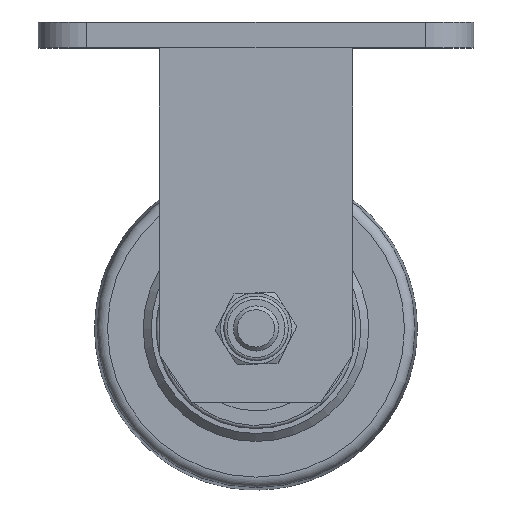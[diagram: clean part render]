
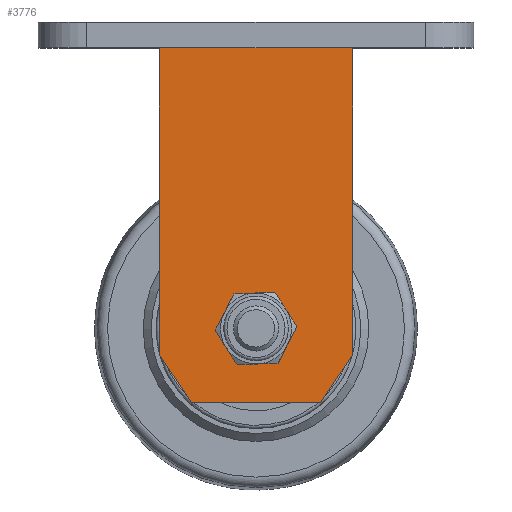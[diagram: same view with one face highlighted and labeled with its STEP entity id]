
A CAD part, top view. The second image highlights one B-rep face of the part: STEP entity #3776.
In plain terms, the highlighted planar face has unit normal (0, 0, 1).
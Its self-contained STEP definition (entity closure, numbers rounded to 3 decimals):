
#10 = VECTOR ( 'NONE', #2378, 1000. ) ;
#122 = VECTOR ( 'NONE', #2160, 1000. ) ;
#124 = CARTESIAN_POINT ( 'NONE',  ( 1643.425, 235.094, -860.861 ) ) ;
#126 = VECTOR ( 'NONE', #2196, 1000. ) ;
#156 = CARTESIAN_POINT ( 'NONE',  ( 1693.425, 125.094, -860.861 ) ) ;
#249 = VECTOR ( 'NONE', #2342, 1000. ) ;
#259 = EDGE_CURVE ( 'NONE', #602, #268, #3032, .T. ) ;
#268 = VERTEX_POINT ( 'NONE', #1322 ) ;
#292 = LINE ( 'NONE', #1183, #249 ) ;
#322 = VERTEX_POINT ( 'NONE', #1080 ) ;
#463 = CARTESIAN_POINT ( 'NONE',  ( 1643.425, 125.094, -860.861 ) ) ;
#602 = VERTEX_POINT ( 'NONE', #2060 ) ;
#613 = LINE ( 'NONE', #3372, #1096 ) ;
#753 = ORIENTED_EDGE ( 'NONE', *, *, #1273, .T. ) ;
#879 = EDGE_CURVE ( 'NONE', #322, #268, #1622, .T. ) ;
#903 = CARTESIAN_POINT ( 'NONE',  ( 1653.425, 125.094, -860.861 ) ) ;
#1080 = CARTESIAN_POINT ( 'NONE',  ( 1643.425, 140.094, -860.861 ) ) ;
#1096 = VECTOR ( 'NONE', #3341, 1000. ) ;
#1105 = FACE_OUTER_BOUND ( 'NONE', #3685, .T. ) ;
#1183 = CARTESIAN_POINT ( 'NONE',  ( 1643.425, 125.094, -860.861 ) ) ;
#1273 = EDGE_CURVE ( 'NONE', #322, #2737, #2533, .T. ) ;
#1297 = EDGE_CURVE ( 'NONE', #2294, #2737, #292, .T. ) ;
#1322 = CARTESIAN_POINT ( 'NONE',  ( 1643.425, 235.094, -860.861 ) ) ;
#1350 = ORIENTED_EDGE ( 'NONE', *, *, #1628, .T. ) ;
#1532 = EDGE_CURVE ( 'NONE', #2294, #2231, #2721, .T. ) ;
#1622 = LINE ( 'NONE', #2483, #122 ) ;
#1628 = EDGE_CURVE ( 'NONE', #2231, #602, #613, .T. ) ;
#1688 = ORIENTED_EDGE ( 'NONE', *, *, #879, .F. ) ;
#1861 = CARTESIAN_POINT ( 'NONE',  ( 1673.425, 148.094, -860.861 ) ) ;
#1888 = AXIS2_PLACEMENT_3D ( 'NONE', #1861, #3085, #3386 ) ;
#1922 = VECTOR ( 'NONE', #2253, 1000. ) ;
#1937 = AXIS2_PLACEMENT_3D ( 'NONE', #463, #3485, #3496 ) ;
#2005 = EDGE_LOOP ( 'NONE', ( #2898 ) ) ;
#2038 = CARTESIAN_POINT ( 'NONE',  ( 1653.425, 125.094, -860.861 ) ) ;
#2060 = CARTESIAN_POINT ( 'NONE',  ( 1703.425, 235.094, -860.861 ) ) ;
#2077 = FACE_BOUND ( 'NONE', #2005, .T. ) ;
#2110 = CARTESIAN_POINT ( 'NONE',  ( 1703.425, 140.094, -860.861 ) ) ;
#2160 = DIRECTION ( 'NONE',  ( 0., 1., 0. ) ) ;
#2165 = VERTEX_POINT ( 'NONE', #3520 ) ;
#2196 = DIRECTION ( 'NONE',  ( -1., 0., 0. ) ) ;
#2231 = VERTEX_POINT ( 'NONE', #2110 ) ;
#2252 = CIRCLE ( 'NONE', #1888, 7.15 ) ;
#2253 = DIRECTION ( 'NONE',  ( 0.555, 0.832, 0. ) ) ;
#2278 = ORIENTED_EDGE ( 'NONE', *, *, #1297, .F. ) ;
#2294 = VERTEX_POINT ( 'NONE', #2482 ) ;
#2342 = DIRECTION ( 'NONE',  ( -1., 0., 0. ) ) ;
#2378 = DIRECTION ( 'NONE',  ( 0.555, -0.832, 0. ) ) ;
#2482 = CARTESIAN_POINT ( 'NONE',  ( 1693.425, 125.094, -860.861 ) ) ;
#2483 = CARTESIAN_POINT ( 'NONE',  ( 1643.425, 125.094, -860.861 ) ) ;
#2533 = LINE ( 'NONE', #2038, #10 ) ;
#2613 = ORIENTED_EDGE ( 'NONE', *, *, #259, .T. ) ;
#2721 = LINE ( 'NONE', #156, #1922 ) ;
#2737 = VERTEX_POINT ( 'NONE', #903 ) ;
#2898 = ORIENTED_EDGE ( 'NONE', *, *, #3349, .F. ) ;
#3032 = LINE ( 'NONE', #124, #126 ) ;
#3085 = DIRECTION ( 'NONE',  ( 0., 0., 1. ) ) ;
#3341 = DIRECTION ( 'NONE',  ( 0., 1., 0. ) ) ;
#3349 = EDGE_CURVE ( 'NONE', #2165, #2165, #2252, .T. ) ;
#3372 = CARTESIAN_POINT ( 'NONE',  ( 1703.425, 125.094, -860.861 ) ) ;
#3386 = DIRECTION ( 'NONE',  ( 1., 0., 0. ) ) ;
#3459 = PLANE ( 'NONE',  #1937 ) ;
#3485 = DIRECTION ( 'NONE',  ( 0., 0., -1. ) ) ;
#3496 = DIRECTION ( 'NONE',  ( -1., 0., 0. ) ) ;
#3520 = CARTESIAN_POINT ( 'NONE',  ( 1680.575, 148.094, -860.861 ) ) ;
#3685 = EDGE_LOOP ( 'NONE', ( #2278, #3690, #1350, #2613, #1688, #753 ) ) ;
#3690 = ORIENTED_EDGE ( 'NONE', *, *, #1532, .T. ) ;
#3776 = ADVANCED_FACE ( 'NONE', ( #2077, #1105 ), #3459, .F. ) ;
